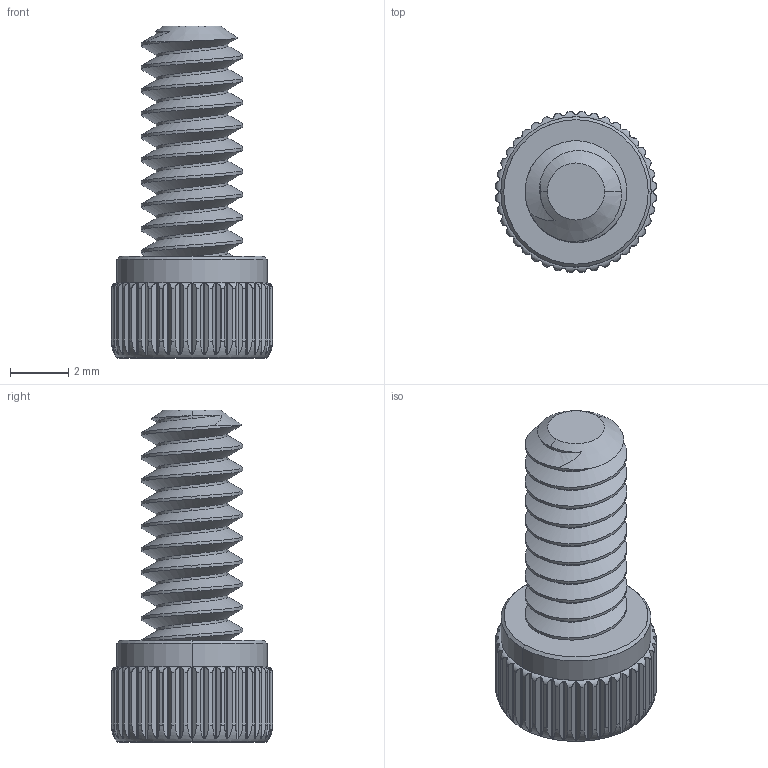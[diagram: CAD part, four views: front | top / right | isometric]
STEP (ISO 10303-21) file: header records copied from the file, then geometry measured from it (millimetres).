
FILE_DESCRIPTION (( 'STEP AP203' ), '1' );
FILE_NAME ('632108.STEP', '2018-06-26T13:13:33', ( '' ), ( '' ), 'SwSTEP 2.0', 'SolidWorks 2016', '' );
FILE_SCHEMA (( 'CONFIG_CONTROL_DESIGN' ));
Length unit declared in the file: inch
Products named in the file (1): 632108
Bounding box: 5.55 x 5.55 x 11.44 mm (x, y, z)
Volume: 121.1 mm3; surface area: 256 mm2
Topology: 1 solids, 1 shells, 873 faces, 2072 edges, 1203 vertices
Faces by surface type: bspline 444, cylinder 269, plane 130, torus 19, cone 11
Entity records: 38218 total; most frequent: CARTESIAN_POINT 21495, ORIENTED_EDGE 4144, DIRECTION 2526, EDGE_CURVE 2072, VERTEX_POINT 1203, AXIS2_PLACEMENT_3D 1061, B_SPLINE_CURVE_WITH_KNOTS 947, EDGE_LOOP 875
